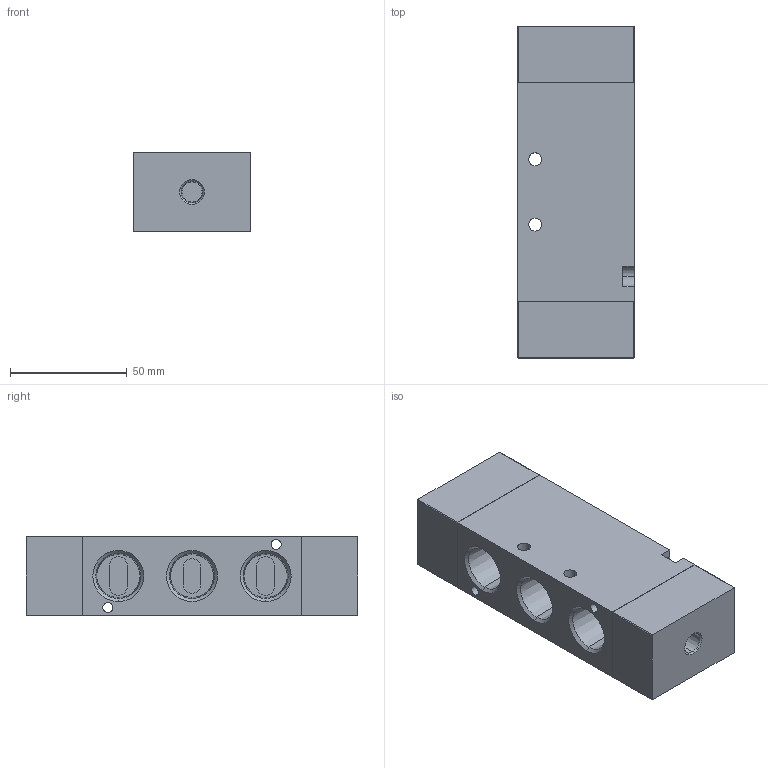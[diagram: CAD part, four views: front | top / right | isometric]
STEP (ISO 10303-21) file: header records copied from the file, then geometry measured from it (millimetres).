
FILE_DESCRIPTION (( 'STEP AP203' ), '1' );
FILE_NAME ('AVS-5454.step', '2016-02-04T21:20:29', ( '' ), ( '' ), 'SwSTEP 2.0', 'SolidWorks 2015', '' );
FILE_SCHEMA (( 'CONFIG_CONTROL_DESIGN' ));
Length unit declared in the file: inch
Products named in the file (1): AVS-5454
Bounding box: 50 x 142 x 34 mm (x, y, z)
Volume: 212702.7 mm3; surface area: 42054.5 mm2
Topology: 3 solids, 3 shells, 108 faces, 256 edges, 166 vertices
Faces by surface type: plane 46, cylinder 34, cone 28
Entity records: 3229 total; most frequent: DIRECTION 584, CARTESIAN_POINT 531, ORIENTED_EDGE 512, EDGE_CURVE 256, AXIS2_PLACEMENT_3D 219, VERTEX_POINT 166, VECTOR 146, LINE 146
